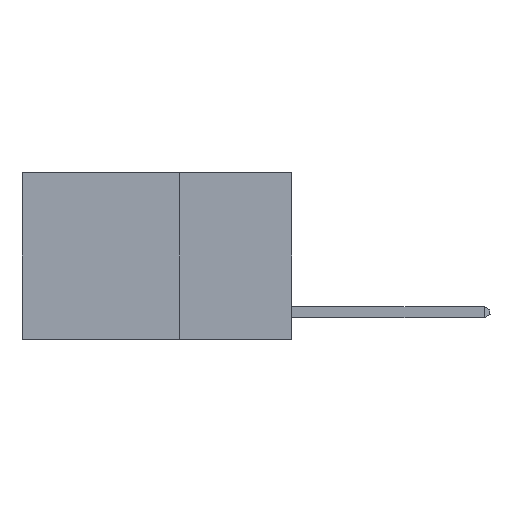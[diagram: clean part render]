
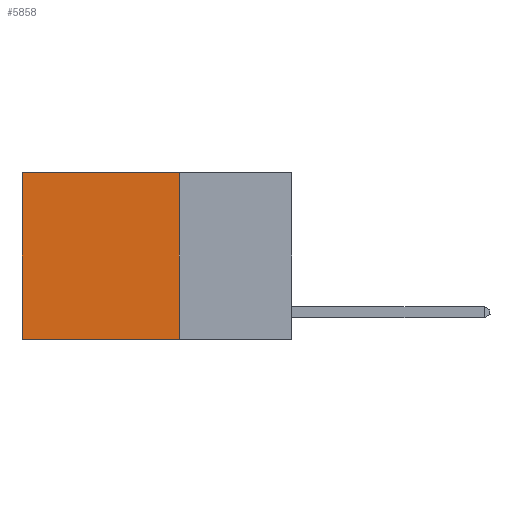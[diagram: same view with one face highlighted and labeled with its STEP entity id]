
A CAD part, left-side view. The second image highlights one B-rep face of the part: STEP entity #5858.
In plain terms, the highlighted planar face has unit normal (-1, 0, 0).
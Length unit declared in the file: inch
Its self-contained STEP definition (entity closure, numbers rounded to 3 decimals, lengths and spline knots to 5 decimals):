
#25 = LINE ( 'NONE', #8781, #6582 ) ;
#958 = ORIENTED_EDGE ( 'NONE', *, *, #7774, .F. ) ;
#1380 = LINE ( 'NONE', #4908, #5509 ) ;
#1556 = VERTEX_POINT ( 'NONE', #5215 ) ;
#1623 = DIRECTION ( 'NONE',  ( 0., 1., 0. ) ) ;
#1662 = LINE ( 'NONE', #2333, #8365 ) ;
#2043 = CARTESIAN_POINT ( 'NONE',  ( 0.2625, 0.6, 0. ) ) ;
#2284 = VERTEX_POINT ( 'NONE', #2043 ) ;
#2333 = CARTESIAN_POINT ( 'NONE',  ( 0.2625, 0.25, 0. ) ) ;
#2591 = CARTESIAN_POINT ( 'NONE',  ( 0.2625, 0.6, 0. ) ) ;
#2997 = DIRECTION ( 'NONE',  ( 0., 1., 0. ) ) ;
#3136 = EDGE_CURVE ( 'NONE', #1556, #7792, #1662, .T. ) ;
#3432 = CARTESIAN_POINT ( 'NONE',  ( 0.2625, 0.25, 0. ) ) ;
#3625 = ORIENTED_EDGE ( 'NONE', *, *, #8930, .T. ) ;
#3723 = DIRECTION ( 'NONE',  ( 0., 0., -1. ) ) ;
#4170 = CARTESIAN_POINT ( 'NONE',  ( 0.2625, 0.6, -0.37 ) ) ;
#4339 = ORIENTED_EDGE ( 'NONE', *, *, #3136, .F. ) ;
#4502 = ORIENTED_EDGE ( 'NONE', *, *, #7947, .T. ) ;
#4625 = LINE ( 'NONE', #2591, #9060 ) ;
#4872 = AXIS2_PLACEMENT_3D ( 'NONE', #3432, #7295, #6394 ) ;
#4908 = CARTESIAN_POINT ( 'NONE',  ( 0.2625, 0.25, -0.37 ) ) ;
#5215 = CARTESIAN_POINT ( 'NONE',  ( 0.2625, 0.25, 0. ) ) ;
#5509 = VECTOR ( 'NONE', #1623, 39.37008 ) ;
#5727 = FACE_OUTER_BOUND ( 'NONE', #8244, .T. ) ;
#5858 = ADVANCED_FACE ( 'NONE', ( #5727 ), #6490, .F. ) ;
#6060 = CARTESIAN_POINT ( 'NONE',  ( 0.2625, 0.25, -0.37 ) ) ;
#6394 = DIRECTION ( 'NONE',  ( 0., 0., -1. ) ) ;
#6490 = PLANE ( 'NONE',  #4872 ) ;
#6582 = VECTOR ( 'NONE', #2997, 39.37008 ) ;
#6794 = DIRECTION ( 'NONE',  ( 0., 0., -1. ) ) ;
#7295 = DIRECTION ( 'NONE',  ( 1., 0., 0. ) ) ;
#7774 = EDGE_CURVE ( 'NONE', #7792, #8754, #1380, .T. ) ;
#7792 = VERTEX_POINT ( 'NONE', #6060 ) ;
#7947 = EDGE_CURVE ( 'NONE', #1556, #2284, #25, .T. ) ;
#8244 = EDGE_LOOP ( 'NONE', ( #3625, #958, #4339, #4502 ) ) ;
#8365 = VECTOR ( 'NONE', #3723, 39.37008 ) ;
#8754 = VERTEX_POINT ( 'NONE', #4170 ) ;
#8781 = CARTESIAN_POINT ( 'NONE',  ( 0.2625, 0.25, 0. ) ) ;
#8930 = EDGE_CURVE ( 'NONE', #2284, #8754, #4625, .T. ) ;
#9060 = VECTOR ( 'NONE', #6794, 39.37008 ) ;
